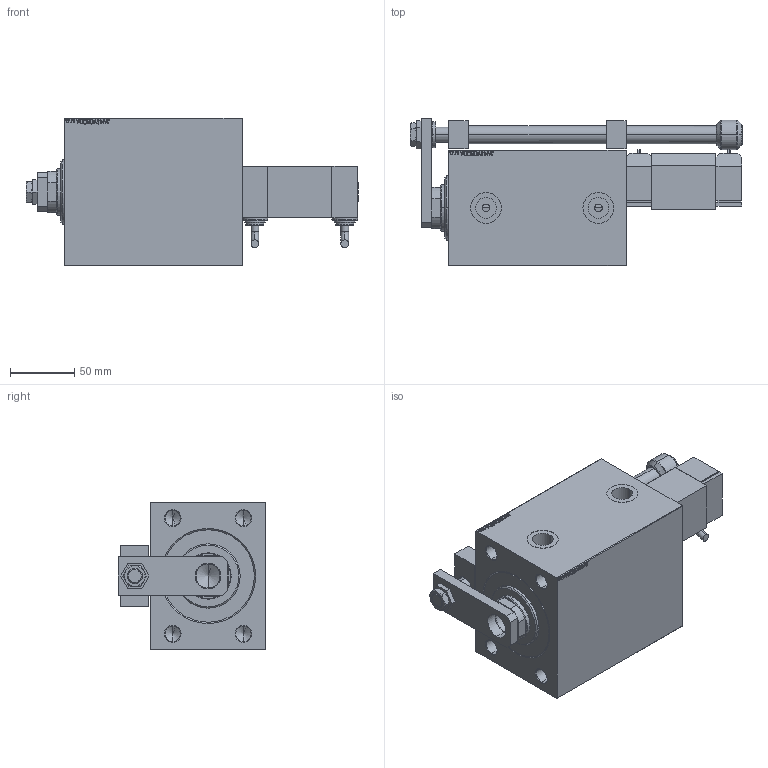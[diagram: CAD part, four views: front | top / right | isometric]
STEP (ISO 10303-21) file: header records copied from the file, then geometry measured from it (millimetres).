
FILE_DESCRIPTION (( 'STEP AP203' ), '1' );
FILE_NAME ('8d25.STEP', '2024-02-12T15:39:22', ( '' ), ( '' ), 'SwSTEP 2.0', 'SolidWorks 2019', '' );
FILE_SCHEMA (( 'CONFIG_CONTROL_DESIGN' ));
Length unit declared in the file: millimetre
Products named in the file (13): V450CM_VC_B cbeabc0daa5e5537d6c645ef4a3c7b4c; KROUZEK_PRO_TYC cbeabc0daa5e5537d6c645ef4a3c7b4c; MIDDLE cbeabc0daa5e5537d6c645ef4a3c7b4c; 8d25; V450CM_B_Body cbeabc0daa5e5537d6c645ef4a3c7b4c; TYC_P cbeabc0daa5e5537d6c645ef4a3c7b4c; SWITCH P cbeabc0daa5e5537d6c645ef4a3c7b4c; ZARAZKA_P cbeabc0daa5e5537d6c645ef4a3c7b4c; V450CM_B_VCP cbeabc0daa5e5537d6c645ef4a3c7b4c; SWITCH_P_FRONT_BACK cbeabc0daa5e5537d6c645ef4a3c7b4c; SWITCH DIM W_B cbeabc0daa5e5537d6c645ef4a3c7b4c; NUT_D16 cbeabc0daa5e5537d6c645ef4a3c7b4c; NUT_D19_P cbeabc0daa5e5537d6c645ef4a3c7b4c
Assembly tree (14 placements, depth 2):
  8d25
    V450CM_B_Body cbeabc0daa5e5537d6c645ef4a3c7b4c
    V450CM_B_VCP cbeabc0daa5e5537d6c645ef4a3c7b4c
    V450CM_VC_B cbeabc0daa5e5537d6c645ef4a3c7b4c
    NUT_D16 cbeabc0daa5e5537d6c645ef4a3c7b4c
    NUT_D19_P cbeabc0daa5e5537d6c645ef4a3c7b4c
    SWITCH DIM W_B cbeabc0daa5e5537d6c645ef4a3c7b4c
    ZARAZKA_P cbeabc0daa5e5537d6c645ef4a3c7b4c
    TYC_P cbeabc0daa5e5537d6c645ef4a3c7b4c
    SWITCH_P_FRONT_BACK cbeabc0daa5e5537d6c645ef4a3c7b4c  x2
    SWITCH P cbeabc0daa5e5537d6c645ef4a3c7b4c  x2
    MIDDLE cbeabc0daa5e5537d6c645ef4a3c7b4c
    KROUZEK_PRO_TYC cbeabc0daa5e5537d6c645ef4a3c7b4c
Bounding box: 258.5 x 115 x 115 mm (x, y, z)
Volume: 1520159.9 mm3; surface area: 204948.8 mm2
Topology: 14 solids, 14 shells, 1103 faces, 2756 edges, 1792 vertices
Faces by surface type: plane 512, bspline 380, cylinder 110, cone 69, torus 32
Entity records: 50000 total; most frequent: CARTESIAN_POINT 26162, ORIENTED_EDGE 5180, DIRECTION 3427, EDGE_CURVE 2590, VERTEX_POINT 1696, LINE 1505, VECTOR 1505, EDGE_LOOP 1184
